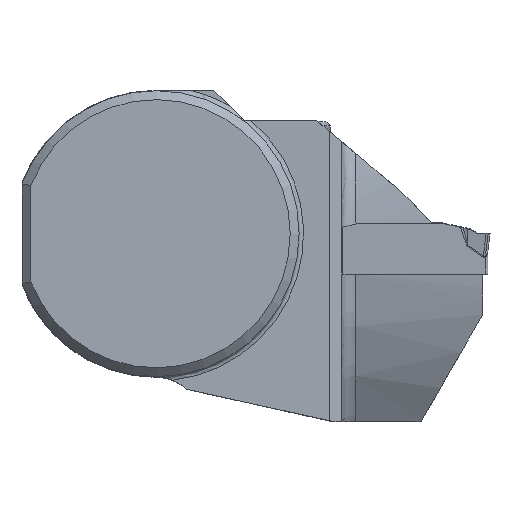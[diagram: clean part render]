
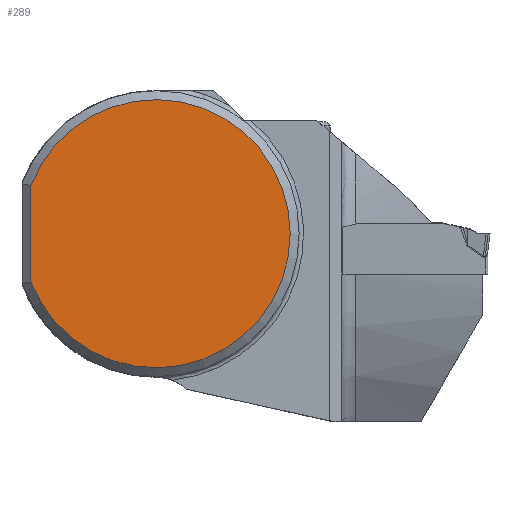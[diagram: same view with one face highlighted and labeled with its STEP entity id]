
A CAD part, top view. The second image highlights one B-rep face of the part: STEP entity #289.
In plain terms, the highlighted planar face has unit normal (0, 0, 1).
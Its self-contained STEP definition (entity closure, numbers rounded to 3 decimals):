
#229=PLANE('',#2186);
#289=ADVANCED_FACE('',(#430),#229,.F.);
#430=FACE_OUTER_BOUND('',#545,.T.);
#545=EDGE_LOOP('',(#1039,#1040));
#664=CIRCLE('',#2185,15.);
#730=LINE('',#2969,#865);
#865=VECTOR('',#2423,1.);
#1039=ORIENTED_EDGE('',*,*,#1825,.F.);
#1040=ORIENTED_EDGE('',*,*,#1826,.T.);
#1625=VERTEX_POINT('',#2970);
#1626=VERTEX_POINT('',#2971);
#1825=EDGE_CURVE('',#1625,#1626,#730,.T.);
#1826=EDGE_CURVE('',#1625,#1626,#664,.T.);
#2185=AXIS2_PLACEMENT_3D('',#2972,#2424,#2425);
#2186=AXIS2_PLACEMENT_3D('',#2973,#2426,#2427);
#2423=DIRECTION('',(0.,1.,0.));
#2424=DIRECTION('',(0.,0.,1.));
#2425=DIRECTION('',(1.,0.,0.));
#2426=DIRECTION('',(0.,0.,-1.));
#2427=DIRECTION('',(1.,0.,0.));
#2969=CARTESIAN_POINT('',(-14.,0.,0.325));
#2970=CARTESIAN_POINT('',(-14.,-5.385,0.325));
#2971=CARTESIAN_POINT('',(-14.,5.385,0.325));
#2972=CARTESIAN_POINT('',(0.,0.,0.325));
#2973=CARTESIAN_POINT('',(0.,0.,0.325));
